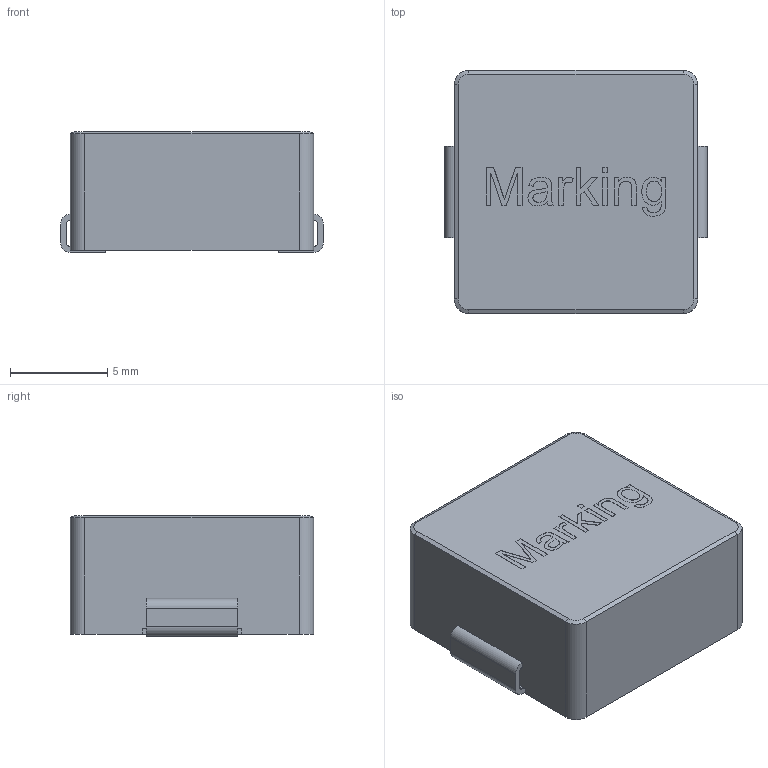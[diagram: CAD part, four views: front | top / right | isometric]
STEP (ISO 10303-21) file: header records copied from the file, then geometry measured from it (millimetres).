
FILE_DESCRIPTION( ( 'Unknown' ), '1' );
FILE_NAME( 'IndLHMI_1365.stp', 'Unknown', ( 'Unknown' ), ( 'Unknown' ), 'PSStep 18.0.17', 'Unknown', ' ' );
FILE_SCHEMA( ( 'AUTOMOTIVE_DESIGN { 1 0 10303 214 1 1 1 1 }' ) );
Length unit declared in the file: millimetre
Products named in the file (3): Assem1; Base; Pin
Assembly tree (2 placements, depth 2):
  Assem1
    Base
    Pin
Bounding box: 13.5 x 12.5 x 6.2 mm (x, y, z)
Volume: 954.3 mm3; surface area: 934.7 mm2
Topology: 2 solids, 2 shells, 124 faces, 322 edges, 212 vertices
Faces by surface type: plane 92, extrusion 16, cylinder 12, cone 4
Entity records: 5428 total; most frequent: CARTESIAN_POINT 1561, ORIENTED_EDGE 642, DIRECTION 463, EDGE_CURVE 321, VERTEX_POINT 212, VECTOR 185, LINE 169, B_SPLINE_CURVE_WITH_KNOTS 140
